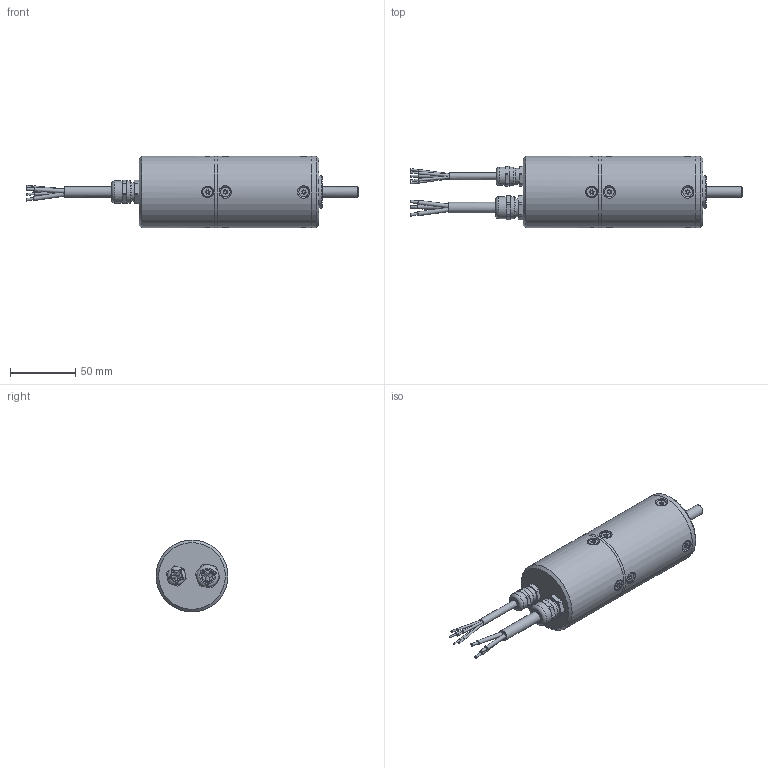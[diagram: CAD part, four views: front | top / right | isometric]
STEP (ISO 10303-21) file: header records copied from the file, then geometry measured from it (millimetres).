
FILE_DESCRIPTION (( 'STEP AP203' ), '1' );
FILE_NAME ('HSM4615.STEP', '2019-11-19T06:07:43', ( '' ), ( '' ), 'SwSTEP 2.0', 'SolidWorks 2019', '' );
FILE_SCHEMA (( 'CONFIG_CONTROL_DESIGN' ));
Length unit declared in the file: millimetre
Products named in the file (1): HSM4615
Bounding box: 253.93 x 55 x 55 mm (x, y, z)
Volume: 338448.5 mm3; surface area: 35449.5 mm2
Topology: 1 solids, 1 shells, 648 faces, 1462 edges, 867 vertices
Faces by surface type: plane 404, cylinder 152, cone 90, torus 2
Full cylindrical faces by diameter (mm): 1.3 x5, 1.8 x5, 2 x3, 3 x3, 3.3 x4, 5.2 x1, 7.4 x12, 8 x2, 8.1 x1, 9.5 x8, 12 x1, 13.6 x1, 14 x3, 17 x2, 25 x1, 54.994 x2, 55 x2
Entity records: 18002 total; most frequent: CARTESIAN_POINT 4358, DIRECTION 2784, ORIENTED_EDGE 2690, EDGE_CURVE 1345, AXIS2_PLACEMENT_3D 1042, VERTEX_POINT 829, EDGE_LOOP 778, FACE_OUTER_BOUND 706
